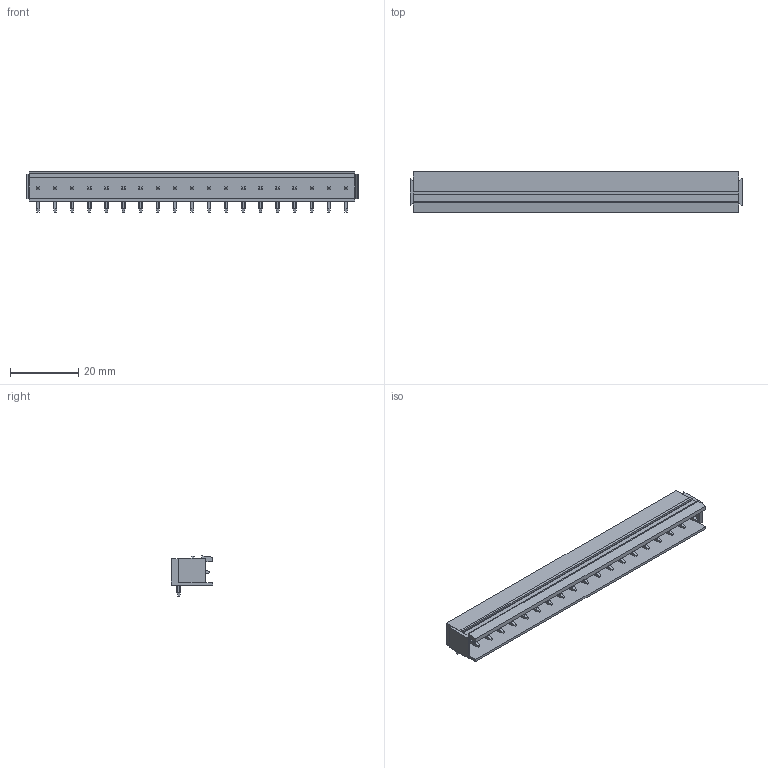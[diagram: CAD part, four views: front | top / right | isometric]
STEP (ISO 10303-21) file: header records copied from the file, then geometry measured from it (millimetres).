
FILE_DESCRIPTION(('CATIA V5 STEP Exchange','CAx-IF Rec.Pracs.--- Model Styling and Organization---1.2---2011-12-15'),'2;1');
FILE_NAME ('D1452930_0_1581030000_1581030000.stp','2018-10-13T04:30:02+00:00',('none'),('Weidmueller'),'CATIA Version 5-6 Release 2014','CATIA V5 STEP AP214','none');
FILE_SCHEMA(('AUTOMOTIVE_DESIGN { 1 0 10303 214 1 1 1 1 }'));
Length unit declared in the file: millimetre
Products named in the file (1): 1581030000
Bounding box: 97 x 12 x 11.7 mm (x, y, z)
Volume: 4355.5 mm3; surface area: 7305.2 mm2
Topology: 20 solids, 20 shells, 769 faces, 2023 edges, 1294 vertices
Faces by surface type: plane 463, cylinder 306
Entity records: 21256 total; most frequent: CARTESIAN_POINT 5114, ORIENTED_EDGE 4046, DIRECTION 2017, EDGE_CURVE 2017, VERTEX_POINT 1286, VECTOR 1253, LINE 1253, EDGE_LOOP 807
